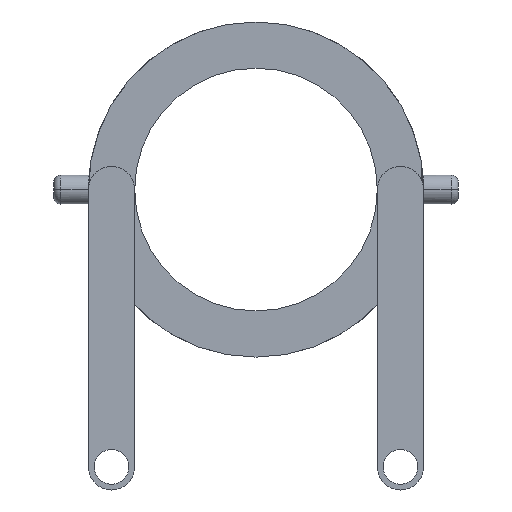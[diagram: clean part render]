
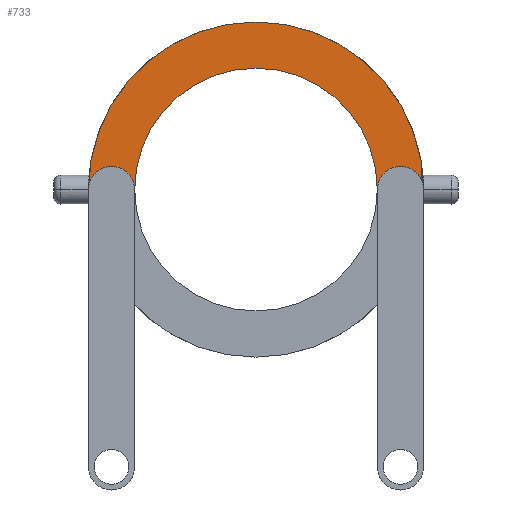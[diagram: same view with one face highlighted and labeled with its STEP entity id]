
A CAD part, front view. The second image highlights one B-rep face of the part: STEP entity #733.
In plain terms, the highlighted planar face has unit normal (0, -1, 0).
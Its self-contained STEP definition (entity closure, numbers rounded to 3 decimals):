
#57=CARTESIAN_POINT('',(12.5,1.5,0.));
#58=DIRECTION('',(0.,1.,0.));
#59=DIRECTION('',(-1.,0.,0.));
#60=AXIS2_PLACEMENT_3D('',#57,#58,#59);
#62=CARTESIAN_POINT('',(-12.5,1.5,0.));
#63=DIRECTION('',(0.,1.,0.));
#64=DIRECTION('',(-1.,0.,0.));
#65=AXIS2_PLACEMENT_3D('',#62,#63,#64);
#330=CARTESIAN_POINT('',(0.,1.5,0.));
#331=DIRECTION('',(0.,-1.,0.));
#332=DIRECTION('',(1.,0.,0.));
#333=AXIS2_PLACEMENT_3D('',#330,#331,#332);
#511=CARTESIAN_POINT('',(0.,1.5,0.));
#512=DIRECTION('',(0.,-1.,0.));
#513=DIRECTION('',(1.,0.,0.));
#514=AXIS2_PLACEMENT_3D('',#511,#512,#513);
#611=CARTESIAN_POINT('',(-14.5,1.5,0.));
#612=CARTESIAN_POINT('',(14.5,1.5,0.));
#613=VERTEX_POINT('',#611);
#614=VERTEX_POINT('',#612);
#615=CARTESIAN_POINT('',(-10.5,1.5,0.));
#616=CARTESIAN_POINT('',(10.5,1.5,0.));
#617=VERTEX_POINT('',#615);
#618=VERTEX_POINT('',#616);
#718=CARTESIAN_POINT('',(0.,1.5,0.));
#719=DIRECTION('',(0.,-1.,0.));
#720=DIRECTION('',(1.,0.,0.));
#721=AXIS2_PLACEMENT_3D('',#718,#719,#720);
#722=PLANE('',#721);
#724=ORIENTED_EDGE('',*,*,#723,.F.);
#726=ORIENTED_EDGE('',*,*,#725,.F.);
#728=ORIENTED_EDGE('',*,*,#727,.T.);
#730=ORIENTED_EDGE('',*,*,#729,.F.);
#731=EDGE_LOOP('',(#724,#726,#728,#730));
#732=FACE_OUTER_BOUND('',#731,.F.);
#733=ADVANCED_FACE('',(#732),#722,.T.);
#61=CIRCLE('',#60,2.);
#66=CIRCLE('',#65,2.);
#334=CIRCLE('',#333,10.5);
#515=CIRCLE('',#514,14.5);
#723=EDGE_CURVE('',#614,#613,#515,.T.);
#725=EDGE_CURVE('',#618,#614,#61,.T.);
#727=EDGE_CURVE('',#618,#617,#334,.T.);
#729=EDGE_CURVE('',#613,#617,#66,.T.);
